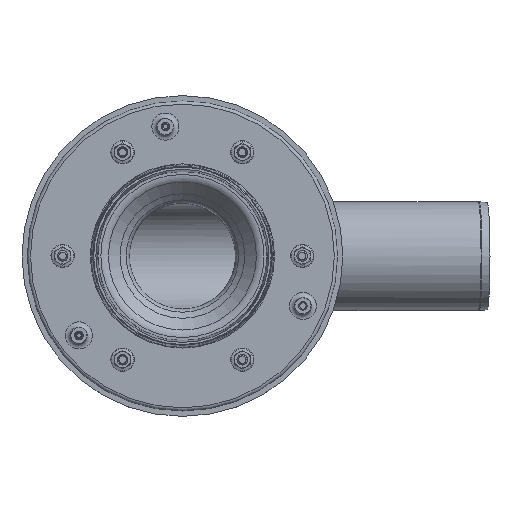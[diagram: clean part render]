
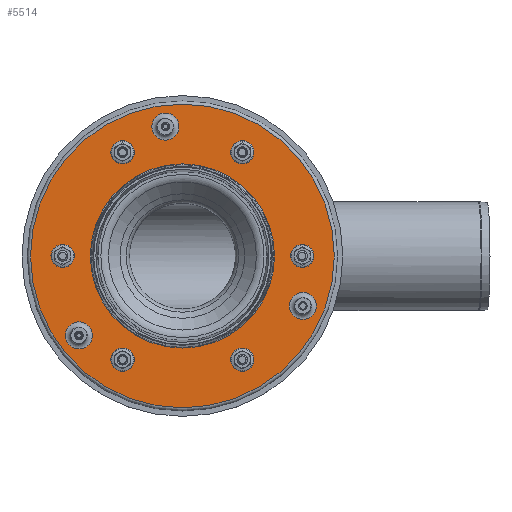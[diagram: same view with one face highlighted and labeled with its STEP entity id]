
A CAD part, top view. The second image highlights one B-rep face of the part: STEP entity #5514.
In plain terms, the highlighted planar face has unit normal (0, 0, 1).
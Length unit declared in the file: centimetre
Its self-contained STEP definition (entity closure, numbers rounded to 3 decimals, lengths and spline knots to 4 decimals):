
#218=FACE_BOUND('',#1125,.T.);
#219=FACE_BOUND('',#1126,.T.);
#220=FACE_BOUND('',#1127,.T.);
#221=FACE_BOUND('',#1128,.T.);
#222=FACE_BOUND('',#1129,.T.);
#223=FACE_BOUND('',#1130,.T.);
#224=FACE_BOUND('',#1131,.T.);
#225=FACE_BOUND('',#1132,.T.);
#226=FACE_BOUND('',#1133,.T.);
#227=FACE_BOUND('',#1134,.T.);
#386=PLANE('',#6212);
#703=FACE_OUTER_BOUND('',#1124,.T.);
#1124=EDGE_LOOP('',(#4649));
#1125=EDGE_LOOP('',(#4650));
#1126=EDGE_LOOP('',(#4651));
#1127=EDGE_LOOP('',(#4652));
#1128=EDGE_LOOP('',(#4653));
#1129=EDGE_LOOP('',(#4654));
#1130=EDGE_LOOP('',(#4655));
#1131=EDGE_LOOP('',(#4656));
#1132=EDGE_LOOP('',(#4657));
#1133=EDGE_LOOP('',(#4658));
#1134=EDGE_LOOP('',(#4659));
#2079=CIRCLE('',#6207,86.0974);
#2083=CIRCLE('',#6213,142.);
#2084=CIRCLE('',#6214,12.6615);
#2085=CIRCLE('',#6215,12.6615);
#2086=CIRCLE('',#6216,8.);
#2087=CIRCLE('',#6217,8.);
#2088=CIRCLE('',#6218,8.);
#2089=CIRCLE('',#6219,8.);
#2090=CIRCLE('',#6220,8.);
#2091=CIRCLE('',#6221,8.);
#2092=CIRCLE('',#6222,12.6615);
#2536=VERTEX_POINT('',#10058);
#2539=VERTEX_POINT('',#10069);
#2540=VERTEX_POINT('',#10071);
#2541=VERTEX_POINT('',#10073);
#2542=VERTEX_POINT('',#10075);
#2543=VERTEX_POINT('',#10077);
#2544=VERTEX_POINT('',#10079);
#2545=VERTEX_POINT('',#10081);
#2546=VERTEX_POINT('',#10083);
#2547=VERTEX_POINT('',#10085);
#2548=VERTEX_POINT('',#10087);
#3248=EDGE_CURVE('',#2536,#2536,#2079,.T.);
#3253=EDGE_CURVE('',#2539,#2539,#2083,.T.);
#3254=EDGE_CURVE('',#2540,#2540,#2084,.T.);
#3255=EDGE_CURVE('',#2541,#2541,#2085,.T.);
#3256=EDGE_CURVE('',#2542,#2542,#2086,.T.);
#3257=EDGE_CURVE('',#2543,#2543,#2087,.T.);
#3258=EDGE_CURVE('',#2544,#2544,#2088,.T.);
#3259=EDGE_CURVE('',#2545,#2545,#2089,.T.);
#3260=EDGE_CURVE('',#2546,#2546,#2090,.T.);
#3261=EDGE_CURVE('',#2547,#2547,#2091,.T.);
#3262=EDGE_CURVE('',#2548,#2548,#2092,.T.);
#4649=ORIENTED_EDGE('',*,*,#3253,.F.);
#4650=ORIENTED_EDGE('',*,*,#3254,.F.);
#4651=ORIENTED_EDGE('',*,*,#3255,.F.);
#4652=ORIENTED_EDGE('',*,*,#3256,.T.);
#4653=ORIENTED_EDGE('',*,*,#3257,.T.);
#4654=ORIENTED_EDGE('',*,*,#3258,.T.);
#4655=ORIENTED_EDGE('',*,*,#3259,.T.);
#4656=ORIENTED_EDGE('',*,*,#3260,.T.);
#4657=ORIENTED_EDGE('',*,*,#3261,.T.);
#4658=ORIENTED_EDGE('',*,*,#3262,.F.);
#4659=ORIENTED_EDGE('',*,*,#3248,.F.);
#5514=ADVANCED_FACE('',(#703,#218,#219,#220,#221,#222,#223,#224,#225,#226,
#227),#386,.T.);
#6207=AXIS2_PLACEMENT_3D('',#10060,#7786,#7787);
#6212=AXIS2_PLACEMENT_3D('',#10068,#7797,#7798);
#6213=AXIS2_PLACEMENT_3D('',#10070,#7799,#7800);
#6214=AXIS2_PLACEMENT_3D('',#10072,#7801,#7802);
#6215=AXIS2_PLACEMENT_3D('',#10074,#7803,#7804);
#6216=AXIS2_PLACEMENT_3D('',#10076,#7805,#7806);
#6217=AXIS2_PLACEMENT_3D('',#10078,#7807,#7808);
#6218=AXIS2_PLACEMENT_3D('',#10080,#7809,#7810);
#6219=AXIS2_PLACEMENT_3D('',#10082,#7811,#7812);
#6220=AXIS2_PLACEMENT_3D('',#10084,#7813,#7814);
#6221=AXIS2_PLACEMENT_3D('',#10086,#7815,#7816);
#6222=AXIS2_PLACEMENT_3D('',#10088,#7817,#7818);
#7786=DIRECTION('center_axis',(0.,0.,1.));
#7787=DIRECTION('ref_axis',(1.,0.,0.));
#7797=DIRECTION('center_axis',(0.,0.,1.));
#7798=DIRECTION('ref_axis',(0.,-1.,0.));
#7799=DIRECTION('center_axis',(0.,0.,-1.));
#7800=DIRECTION('ref_axis',(1.,0.,0.));
#7801=DIRECTION('center_axis',(0.,0.,1.));
#7802=DIRECTION('ref_axis',(-0.609,0.793,0.));
#7803=DIRECTION('center_axis',(0.,0.,1.));
#7804=DIRECTION('ref_axis',(0.991,0.131,0.));
#7805=DIRECTION('center_axis',(0.,0.,-1.));
#7806=DIRECTION('ref_axis',(-1.,0.,0.));
#7807=DIRECTION('center_axis',(0.,0.,-1.));
#7808=DIRECTION('ref_axis',(1.,0.,0.));
#7809=DIRECTION('center_axis',(0.,0.,-1.));
#7810=DIRECTION('ref_axis',(-1.,0.,0.));
#7811=DIRECTION('center_axis',(0.,0.,-1.));
#7812=DIRECTION('ref_axis',(-1.,0.,0.));
#7813=DIRECTION('center_axis',(0.,0.,-1.));
#7814=DIRECTION('ref_axis',(-1.,0.,0.));
#7815=DIRECTION('center_axis',(0.,0.,-1.));
#7816=DIRECTION('ref_axis',(-1.,0.,0.));
#7817=DIRECTION('center_axis',(0.,0.,1.));
#7818=DIRECTION('ref_axis',(-0.383,-0.924,0.));
#10058=CARTESIAN_POINT('',(0.,-86.0974,102.));
#10060=CARTESIAN_POINT('Origin',(0.,0.,102.));
#10068=CARTESIAN_POINT('Origin',(-142.,0.,102.));
#10069=CARTESIAN_POINT('',(0.,-142.,102.));
#10070=CARTESIAN_POINT('Origin',(0.,0.,102.));
#10071=CARTESIAN_POINT('',(-96.7891,-86.9304,102.));
#10072=CARTESIAN_POINT('Origin',(-96.7891,-74.2689,102.));
#10073=CARTESIAN_POINT('',(-15.9242,108.2948,102.));
#10074=CARTESIAN_POINT('Origin',(-15.9242,120.9563,102.));
#10075=CARTESIAN_POINT('',(120.,0.,102.));
#10076=CARTESIAN_POINT('Origin',(112.,0.,102.));
#10077=CARTESIAN_POINT('',(-120.,0.,102.));
#10078=CARTESIAN_POINT('Origin',(-112.,0.,102.));
#10079=CARTESIAN_POINT('',(-48.,-96.9948,102.));
#10080=CARTESIAN_POINT('Origin',(-56.,-96.9948,102.));
#10081=CARTESIAN_POINT('',(64.,-96.9948,102.));
#10082=CARTESIAN_POINT('Origin',(56.,-96.9948,102.));
#10083=CARTESIAN_POINT('',(-48.,96.9948,102.));
#10084=CARTESIAN_POINT('Origin',(-56.,96.9948,102.));
#10085=CARTESIAN_POINT('',(64.,96.9948,102.));
#10086=CARTESIAN_POINT('Origin',(56.,96.9948,102.));
#10087=CARTESIAN_POINT('',(112.7133,-59.3489,102.));
#10088=CARTESIAN_POINT('Origin',(112.7133,-46.6874,102.));
